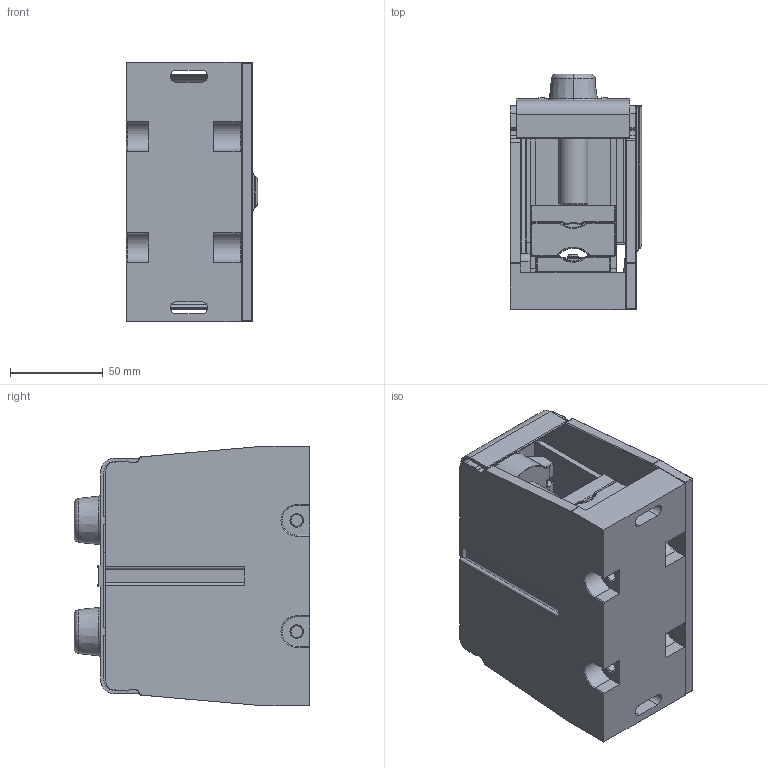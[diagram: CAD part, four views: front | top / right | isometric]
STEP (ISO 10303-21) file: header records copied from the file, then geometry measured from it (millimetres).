
FILE_DESCRIPTION((''),'2;1');
FILE_NAME('PRT0001','2024-02-18T',('dell'),(''),'PRO/ENGINEER BY PARAMETRIC TECHNOLOGY CORPORATION, 2013230','PRO/ENGINEER BY PARAMETRIC TECHNOLOGY CORPORATION, 2013230','');
FILE_SCHEMA(('AUTOMOTIVE_DESIGN { 1 0 10303 214 1 1 1 1 }'));
Products named in the file (1): PRT0001
Bounding box: 71 x 127 x 140 mm (x, y, z)
Volume: 595881.9 mm3; surface area: 183422.5 mm2
Topology: 1 solids, 2 shells, 2047 faces, 5425 edges, 3332 vertices
Faces by surface type: cylinder 799, plane 672, torus 268, bspline 252, sphere 28, cone 28
Entity records: 94420 total; most frequent: CARTESIAN_POINT 22884, ORIENTED_EDGE 10820, DIRECTION 9842, PRESENTATION_STYLE_ASSIGNMENT 6260, STYLED_ITEM 5411, CURVE_STYLE 5410, EDGE_CURVE 5410, AXIS2_PLACEMENT_3D 3490
